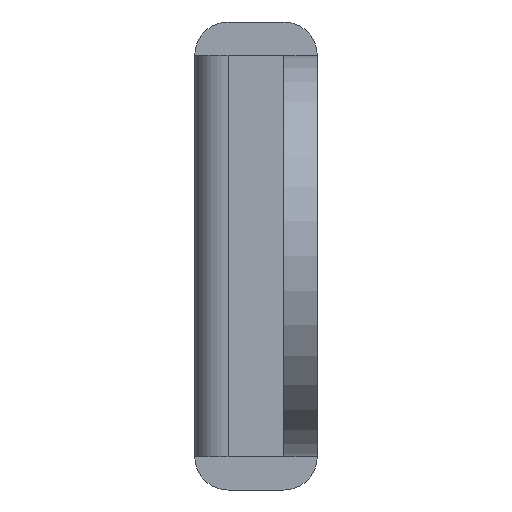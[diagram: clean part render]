
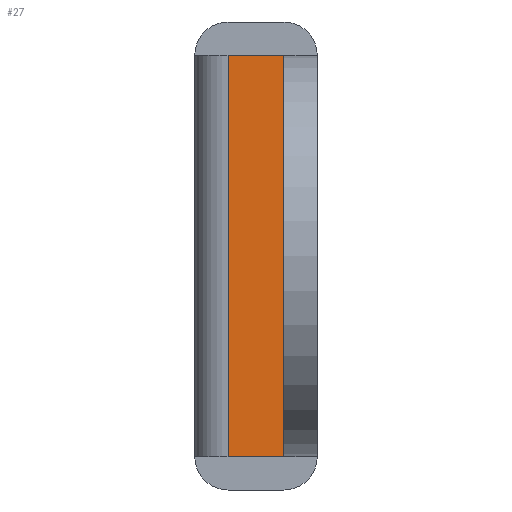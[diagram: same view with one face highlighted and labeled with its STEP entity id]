
A CAD part, left-side view. The second image highlights one B-rep face of the part: STEP entity #27.
In plain terms, the highlighted planar face has unit normal (-1, 0, 0).
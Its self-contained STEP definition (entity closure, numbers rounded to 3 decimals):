
#27 = ADVANCED_FACE ( 'NONE', ( #618 ), #1374, .F. ) ;
#44 = EDGE_CURVE ( 'NONE', #497, #516, #634, .T. ) ;
#80 = EDGE_CURVE ( 'NONE', #507, #500, #664, .T. ) ;
#90 = EDGE_CURVE ( 'NONE', #497, #507, #671, .T. ) ;
#183 = EDGE_LOOP ( 'NONE', ( #256, #255, #254, #258 ) ) ;
#254 = ORIENTED_EDGE ( 'NONE', *, *, #90, .F. ) ;
#255 = ORIENTED_EDGE ( 'NONE', *, *, #80, .F. ) ;
#256 = ORIENTED_EDGE ( 'NONE', *, *, #1297, .T. ) ;
#258 = ORIENTED_EDGE ( 'NONE', *, *, #44, .T. ) ;
#497 = VERTEX_POINT ( 'NONE', #987 ) ;
#500 = VERTEX_POINT ( 'NONE', #990 ) ;
#507 = VERTEX_POINT ( 'NONE', #997 ) ;
#516 = VERTEX_POINT ( 'NONE', #1006 ) ;
#618 = FACE_OUTER_BOUND ( 'NONE', #183, .T. ) ;
#634 = LINE ( 'NONE', #1419, #1692 ) ;
#664 = LINE ( 'NONE', #1512, #1739 ) ;
#671 = LINE ( 'NONE', #1538, #1753 ) ;
#750 = LINE ( 'NONE', #1077, #1856 ) ;
#987 = CARTESIAN_POINT ( 'NONE',  ( -10.5, 4., 9. ) ) ;
#990 = CARTESIAN_POINT ( 'NONE',  ( -10.5, 1.5, -9. ) ) ;
#997 = CARTESIAN_POINT ( 'NONE',  ( -10.5, 1.5, 9. ) ) ;
#1006 = CARTESIAN_POINT ( 'NONE',  ( -10.5, 4., -9. ) ) ;
#1077 = CARTESIAN_POINT ( 'NONE',  ( -10.5, 1.5, -9. ) ) ;
#1078 = DIRECTION ( 'NONE',  ( 0., -1., 0. ) ) ;
#1297 = EDGE_CURVE ( 'NONE', #516, #500, #750, .T. ) ;
#1365 = DIRECTION ( 'NONE',  ( 1., 0., 0. ) ) ;
#1374 = PLANE ( 'NONE',  #1651 ) ;
#1375 = CARTESIAN_POINT ( 'NONE',  ( -10.5, 1.5, 9. ) ) ;
#1385 = DIRECTION ( 'NONE',  ( 0., 1., 0. ) ) ;
#1419 = CARTESIAN_POINT ( 'NONE',  ( -10.5, 4., 9. ) ) ;
#1427 = DIRECTION ( 'NONE',  ( 0., 0., -1. ) ) ;
#1512 = CARTESIAN_POINT ( 'NONE',  ( -10.5, 1.5, 9. ) ) ;
#1513 = DIRECTION ( 'NONE',  ( 0., 0., -1. ) ) ;
#1538 = CARTESIAN_POINT ( 'NONE',  ( -10.5, 1.5, 9. ) ) ;
#1539 = DIRECTION ( 'NONE',  ( 0., -1., 0. ) ) ;
#1651 = AXIS2_PLACEMENT_3D ( 'NONE', #1375, #1365, #1385 ) ;
#1692 = VECTOR ( 'NONE', #1427, 1000. ) ;
#1739 = VECTOR ( 'NONE', #1513, 1000. ) ;
#1753 = VECTOR ( 'NONE', #1539, 1000. ) ;
#1856 = VECTOR ( 'NONE', #1078, 1000. ) ;
